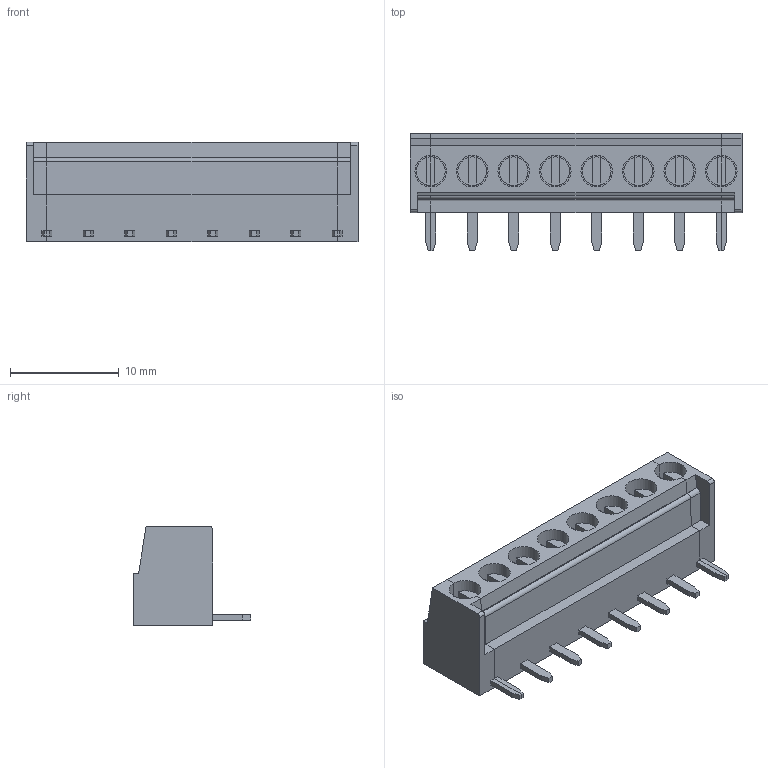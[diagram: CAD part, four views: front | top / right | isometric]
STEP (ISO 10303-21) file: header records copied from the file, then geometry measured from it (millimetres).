
FILE_DESCRIPTION( ( 'Unknown' ), '1' );
FILE_NAME( '691243300008.stp', 'Unknown', ( 'Unknown' ), ( 'Unknown' ), 'PSStep 17.0.49', 'Unknown', ' ' );
FILE_SCHEMA( ( 'AUTOMOTIVE_DESIGN { 1 0 10303 214 1 1 1 1 }' ) );
Length unit declared in the file: millimetre
Products named in the file (4): Assem1; CPA3.81SQ_DX; CPA3.81SQ_SX; CPA3.81SQ_CNT
Assembly tree (3 placements, depth 2):
  Assem1
    CPA3.81SQ_DX
    CPA3.81SQ_SX
    CPA3.81SQ_CNT
Bounding box: 30.48 x 10.8 x 9.1 mm (x, y, z)
Volume: 1485.4 mm3; surface area: 1915.1 mm2
Topology: 3 solids, 3 shells, 351 faces, 919 edges, 604 vertices
Faces by surface type: plane 326, cylinder 25
Full cylindrical faces by diameter (mm): 2.634 x6, 2.9 x6
Entity records: 13311 total; most frequent: CARTESIAN_POINT 1842, ORIENTED_EDGE 1790, DIRECTION 1681, EDGE_CURVE 895, LINE 819, VECTOR 819, VERTEX_POINT 592, AXIS2_PLACEMENT_3D 431
